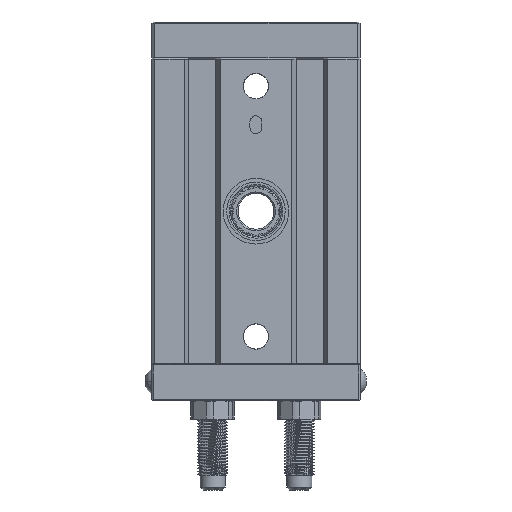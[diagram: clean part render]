
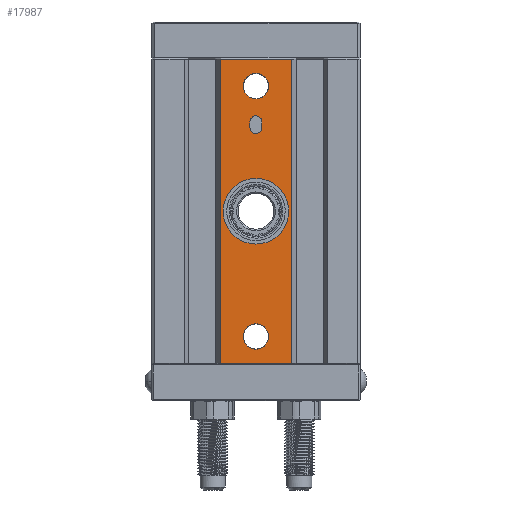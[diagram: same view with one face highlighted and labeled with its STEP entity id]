
A CAD part, front view. The second image highlights one B-rep face of the part: STEP entity #17987.
In plain terms, the highlighted planar face has unit normal (0, 1, 0).
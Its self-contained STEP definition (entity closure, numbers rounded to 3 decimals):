
#163 = EDGE_CURVE ( 'NONE', #7596, #42029, #23663, .T. ) ;
#366 = DIRECTION ( 'NONE',  ( 0., -1., 0. ) ) ;
#485 = CARTESIAN_POINT ( 'NONE',  ( -21.954, -18.173, 52. ) ) ;
#1190 = AXIS2_PLACEMENT_3D ( 'NONE', #28941, #3594, #33078 ) ;
#1815 = DIRECTION ( 'NONE',  ( 0., 0., -1. ) ) ;
#2051 = VERTEX_POINT ( 'NONE', #21426 ) ;
#2161 = VERTEX_POINT ( 'NONE', #20622 ) ;
#2738 = EDGE_LOOP ( 'NONE', ( #13558, #9030 ) ) ;
#3594 = DIRECTION ( 'NONE',  ( 0., -1., 0. ) ) ;
#3896 = LINE ( 'NONE', #48037, #36236 ) ;
#4572 = AXIS2_PLACEMENT_3D ( 'NONE', #45745, #4980, #34455 ) ;
#4788 = FACE_BOUND ( 'NONE', #24245, .T. ) ;
#4980 = DIRECTION ( 'NONE',  ( 0., -1., 0. ) ) ;
#5309 = CARTESIAN_POINT ( 'NONE',  ( -9.954, -18.173, 129. ) ) ;
#5879 = DIRECTION ( 'NONE',  ( 0., 1., 0. ) ) ;
#6135 = FACE_BOUND ( 'NONE', #15556, .T. ) ;
#7148 = CARTESIAN_POINT ( 'NONE',  ( -7.954, -18.173, 131. ) ) ;
#7368 = LINE ( 'NONE', #18640, #27195 ) ;
#7596 = VERTEX_POINT ( 'NONE', #9807 ) ;
#9030 = ORIENTED_EDGE ( 'NONE', *, *, #52112, .T. ) ;
#9081 = EDGE_CURVE ( 'NONE', #32507, #17673, #26246, .T. ) ;
#9218 = ORIENTED_EDGE ( 'NONE', *, *, #30841, .T. ) ;
#9419 = VECTOR ( 'NONE', #39341, 1000. ) ;
#9629 = LINE ( 'NONE', #48170, #31986 ) ;
#9807 = CARTESIAN_POINT ( 'NONE',  ( -9.954, -18.173, 56.75 ) ) ;
#10128 = DIRECTION ( 'NONE',  ( 0., 0., -1. ) ) ;
#10440 = AXIS2_PLACEMENT_3D ( 'NONE', #37419, #12246, #41655 ) ;
#10506 = ORIENTED_EDGE ( 'NONE', *, *, #34692, .T. ) ;
#10682 = CARTESIAN_POINT ( 'NONE',  ( -9.954, -18.173, 133. ) ) ;
#10692 = EDGE_CURVE ( 'NONE', #10714, #13803, #39860, .T. ) ;
#10714 = VERTEX_POINT ( 'NONE', #49941 ) ;
#10986 = DIRECTION ( 'NONE',  ( 0., -1., 0. ) ) ;
#11333 = CIRCLE ( 'NONE', #1190, 2. ) ;
#11909 = EDGE_LOOP ( 'NONE', ( #26986, #37074, #9218, #10506 ) ) ;
#12246 = DIRECTION ( 'NONE',  ( 0., -1., 0. ) ) ;
#12281 = AXIS2_PLACEMENT_3D ( 'NONE', #36166, #10986, #40391 ) ;
#12410 = CARTESIAN_POINT ( 'NONE',  ( -11.954, -18.173, 133. ) ) ;
#13558 = ORIENTED_EDGE ( 'NONE', *, *, #21859, .T. ) ;
#13803 = VERTEX_POINT ( 'NONE', #41438 ) ;
#14206 = CARTESIAN_POINT ( 'NONE',  ( -21.954, -18.173, 154.5 ) ) ;
#14646 = CIRCLE ( 'NONE', #36782, 11. ) ;
#14853 = DIRECTION ( 'NONE',  ( 0., -1., 0. ) ) ;
#14978 = DIRECTION ( 'NONE',  ( 0., 0., -1. ) ) ;
#15154 = AXIS2_PLACEMENT_3D ( 'NONE', #10682, #40104, #14978 ) ;
#15556 = EDGE_LOOP ( 'NONE', ( #46974, #18960 ) ) ;
#16157 = FACE_BOUND ( 'NONE', #2738, .T. ) ;
#16733 = CARTESIAN_POINT ( 'NONE',  ( -9.954, -18.173, 145. ) ) ;
#17673 = VERTEX_POINT ( 'NONE', #12410 ) ;
#17987 = ADVANCED_FACE ( 'NONE', ( #27309, #4788, #6135, #16157, #48320 ), #52088, .T. ) ;
#18640 = CARTESIAN_POINT ( 'NONE',  ( -11.954, -18.173, 154.5 ) ) ;
#18960 = ORIENTED_EDGE ( 'NONE', *, *, #24663, .T. ) ;
#19564 = DIRECTION ( 'NONE',  ( 1., 0., 0. ) ) ;
#19618 = CARTESIAN_POINT ( 'NONE',  ( -7.954, -18.173, 154.5 ) ) ;
#20622 = CARTESIAN_POINT ( 'NONE',  ( 2.046, -18.173, 52. ) ) ;
#20747 = LINE ( 'NONE', #14206, #9419 ) ;
#21016 = DIRECTION ( 'NONE',  ( 0., 0., -1. ) ) ;
#21340 = CARTESIAN_POINT ( 'NONE',  ( -9.954, -18.173, 65.25 ) ) ;
#21426 = CARTESIAN_POINT ( 'NONE',  ( -21.954, -18.173, 154. ) ) ;
#21859 = EDGE_CURVE ( 'NONE', #35682, #22590, #40300, .T. ) ;
#21997 = CARTESIAN_POINT ( 'NONE',  ( 2.046, -18.173, 154. ) ) ;
#22308 = EDGE_CURVE ( 'NONE', #17673, #46524, #7368, .T. ) ;
#22590 = VERTEX_POINT ( 'NONE', #24463 ) ;
#22883 = DIRECTION ( 'NONE',  ( -1., 0., 0. ) ) ;
#23663 = CIRCLE ( 'NONE', #4572, 4.25 ) ;
#24245 = EDGE_LOOP ( 'NONE', ( #25432, #50140 ) ) ;
#24463 = CARTESIAN_POINT ( 'NONE',  ( -9.954, -18.173, 92. ) ) ;
#24663 = EDGE_CURVE ( 'NONE', #42029, #7596, #36202, .T. ) ;
#25371 = DIRECTION ( 'NONE',  ( 0., -1., 0. ) ) ;
#25432 = ORIENTED_EDGE ( 'NONE', *, *, #10692, .T. ) ;
#25784 = CARTESIAN_POINT ( 'NONE',  ( -9.954, -18.173, 103. ) ) ;
#26017 = CIRCLE ( 'NONE', #10440, 4.25 ) ;
#26246 = CIRCLE ( 'NONE', #15154, 2. ) ;
#26801 = LINE ( 'NONE', #19618, #37883 ) ;
#26986 = ORIENTED_EDGE ( 'NONE', *, *, #48890, .T. ) ;
#27195 = VECTOR ( 'NONE', #1815, 1000. ) ;
#27309 = FACE_OUTER_BOUND ( 'NONE', #11909, .T. ) ;
#27864 = CARTESIAN_POINT ( 'NONE',  ( -9.954, -18.173, 114. ) ) ;
#28081 = ORIENTED_EDGE ( 'NONE', *, *, #22308, .T. ) ;
#28941 = CARTESIAN_POINT ( 'NONE',  ( -9.954, -18.173, 131. ) ) ;
#28969 = EDGE_LOOP ( 'NONE', ( #46573, #32791, #50524, #44681, #28081 ) ) ;
#29158 = VERTEX_POINT ( 'NONE', #485 ) ;
#29250 = CARTESIAN_POINT ( 'NONE',  ( -11.954, -18.173, 131. ) ) ;
#29950 = DIRECTION ( 'NONE',  ( 0., 0., 1. ) ) ;
#30212 = CARTESIAN_POINT ( 'NONE',  ( -7.954, -18.173, 133. ) ) ;
#30841 = EDGE_CURVE ( 'NONE', #2161, #29158, #9629, .T. ) ;
#30979 = EDGE_CURVE ( 'NONE', #38784, #32507, #26801, .T. ) ;
#31986 = VECTOR ( 'NONE', #22883, 1000. ) ;
#32330 = VECTOR ( 'NONE', #19564, 1000. ) ;
#32507 = VERTEX_POINT ( 'NONE', #30212 ) ;
#32791 = ORIENTED_EDGE ( 'NONE', *, *, #39958, .T. ) ;
#33078 = DIRECTION ( 'NONE',  ( 0., 0., -1. ) ) ;
#33600 = EDGE_CURVE ( 'NONE', #13803, #10714, #26017, .T. ) ;
#34455 = DIRECTION ( 'NONE',  ( 0., 0., -1. ) ) ;
#34692 = EDGE_CURVE ( 'NONE', #29158, #2051, #20747, .T. ) ;
#35356 = DIRECTION ( 'NONE',  ( 0., 0., 1. ) ) ;
#35459 = VERTEX_POINT ( 'NONE', #5309 ) ;
#35682 = VERTEX_POINT ( 'NONE', #27864 ) ;
#35786 = AXIS2_PLACEMENT_3D ( 'NONE', #43477, #5879, #35356 ) ;
#35931 = EDGE_CURVE ( 'NONE', #46524, #35459, #11333, .T. ) ;
#36166 = CARTESIAN_POINT ( 'NONE',  ( -9.954, -18.173, 103. ) ) ;
#36172 = VERTEX_POINT ( 'NONE', #21997 ) ;
#36202 = CIRCLE ( 'NONE', #52136, 4.25 ) ;
#36236 = VECTOR ( 'NONE', #10128, 1000. ) ;
#36782 = AXIS2_PLACEMENT_3D ( 'NONE', #25784, #366, #29950 ) ;
#37074 = ORIENTED_EDGE ( 'NONE', *, *, #53460, .T. ) ;
#37419 = CARTESIAN_POINT ( 'NONE',  ( -9.954, -18.173, 145. ) ) ;
#37883 = VECTOR ( 'NONE', #40407, 1000. ) ;
#38028 = AXIS2_PLACEMENT_3D ( 'NONE', #39985, #14853, #44244 ) ;
#38784 = VERTEX_POINT ( 'NONE', #7148 ) ;
#39341 = DIRECTION ( 'NONE',  ( 0., 0., 1. ) ) ;
#39860 = CIRCLE ( 'NONE', #42972, 4.25 ) ;
#39958 = EDGE_CURVE ( 'NONE', #35459, #38784, #53838, .T. ) ;
#39985 = CARTESIAN_POINT ( 'NONE',  ( -9.954, -18.173, 131. ) ) ;
#40104 = DIRECTION ( 'NONE',  ( 0., -1., 0. ) ) ;
#40300 = CIRCLE ( 'NONE', #12281, 11. ) ;
#40391 = DIRECTION ( 'NONE',  ( 0., 0., 1. ) ) ;
#40407 = DIRECTION ( 'NONE',  ( 0., 0., 1. ) ) ;
#41438 = CARTESIAN_POINT ( 'NONE',  ( -9.954, -18.173, 149.25 ) ) ;
#41655 = DIRECTION ( 'NONE',  ( 0., 0., -1. ) ) ;
#42029 = VERTEX_POINT ( 'NONE', #21340 ) ;
#42219 = LINE ( 'NONE', #48840, #32330 ) ;
#42972 = AXIS2_PLACEMENT_3D ( 'NONE', #16733, #46089, #21016 ) ;
#43477 = CARTESIAN_POINT ( 'NONE',  ( -21.954, -18.173, 154.5 ) ) ;
#44244 = DIRECTION ( 'NONE',  ( 0., 0., -1. ) ) ;
#44681 = ORIENTED_EDGE ( 'NONE', *, *, #9081, .T. ) ;
#45745 = CARTESIAN_POINT ( 'NONE',  ( -9.954, -18.173, 61. ) ) ;
#46089 = DIRECTION ( 'NONE',  ( 0., -1., 0. ) ) ;
#46524 = VERTEX_POINT ( 'NONE', #29250 ) ;
#46573 = ORIENTED_EDGE ( 'NONE', *, *, #35931, .T. ) ;
#46974 = ORIENTED_EDGE ( 'NONE', *, *, #163, .T. ) ;
#48037 = CARTESIAN_POINT ( 'NONE',  ( 2.046, -18.173, 154.5 ) ) ;
#48170 = CARTESIAN_POINT ( 'NONE',  ( -21.954, -18.173, 52. ) ) ;
#48320 = FACE_BOUND ( 'NONE', #28969, .T. ) ;
#48840 = CARTESIAN_POINT ( 'NONE',  ( -21.954, -18.173, 154. ) ) ;
#48890 = EDGE_CURVE ( 'NONE', #2051, #36172, #42219, .T. ) ;
#49941 = CARTESIAN_POINT ( 'NONE',  ( -9.954, -18.173, 140.75 ) ) ;
#50140 = ORIENTED_EDGE ( 'NONE', *, *, #33600, .T. ) ;
#50460 = CARTESIAN_POINT ( 'NONE',  ( -9.954, -18.173, 61. ) ) ;
#50524 = ORIENTED_EDGE ( 'NONE', *, *, #30979, .T. ) ;
#52088 = PLANE ( 'NONE',  #35786 ) ;
#52112 = EDGE_CURVE ( 'NONE', #22590, #35682, #14646, .T. ) ;
#52136 = AXIS2_PLACEMENT_3D ( 'NONE', #50460, #25371, #54675 ) ;
#53460 = EDGE_CURVE ( 'NONE', #36172, #2161, #3896, .T. ) ;
#53838 = CIRCLE ( 'NONE', #38028, 2. ) ;
#54675 = DIRECTION ( 'NONE',  ( 0., 0., -1. ) ) ;
